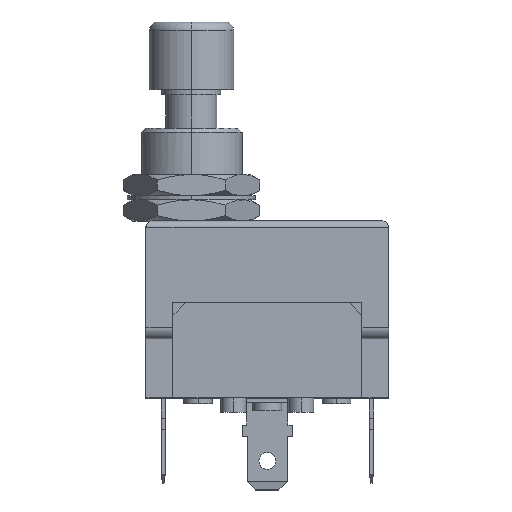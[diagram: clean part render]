
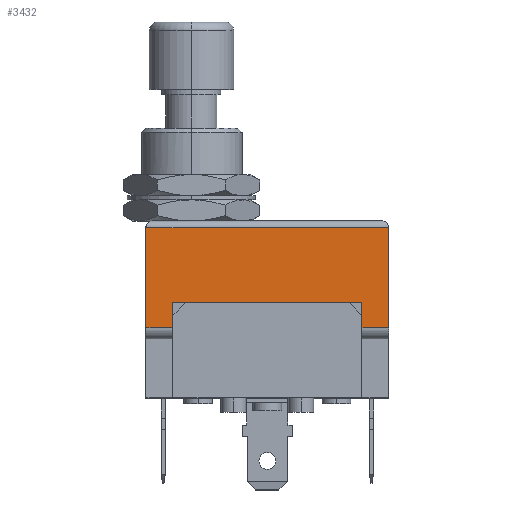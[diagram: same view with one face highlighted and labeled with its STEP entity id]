
A CAD part, top view. The second image highlights one B-rep face of the part: STEP entity #3432.
In plain terms, the highlighted planar face has unit normal (0, 0, 1).
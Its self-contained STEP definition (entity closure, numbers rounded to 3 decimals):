
#7 = VECTOR ( 'NONE', #4742, 1000. ) ;
#25 = VECTOR ( 'NONE', #477, 1000. ) ;
#213 = ORIENTED_EDGE ( 'NONE', *, *, #3873, .T. ) ;
#341 = CARTESIAN_POINT ( 'NONE',  ( 14.4, -11.9, 7.9 ) ) ;
#360 = EDGE_CURVE ( 'NONE', #5116, #2626, #3479, .T. ) ;
#456 = CARTESIAN_POINT ( 'NONE',  ( 0., 0., 7.9 ) ) ;
#477 = DIRECTION ( 'NONE',  ( 1., 0., 0. ) ) ;
#511 = LINE ( 'NONE', #5715, #3616 ) ;
#573 = CARTESIAN_POINT ( 'NONE',  ( -11.23, -11.9, 7.9 ) ) ;
#708 = ORIENTED_EDGE ( 'NONE', *, *, #1539, .F. ) ;
#1076 = ORIENTED_EDGE ( 'NONE', *, *, #6164, .F. ) ;
#1105 = AXIS2_PLACEMENT_3D ( 'NONE', #456, #2305, #4730 ) ;
#1365 = VERTEX_POINT ( 'NONE', #4576 ) ;
#1421 = LINE ( 'NONE', #3471, #5069 ) ;
#1539 = EDGE_CURVE ( 'NONE', #5116, #6240, #1421, .T. ) ;
#1563 = LINE ( 'NONE', #2463, #6300 ) ;
#1695 = DIRECTION ( 'NONE',  ( 0., -1., 0. ) ) ;
#1697 = DIRECTION ( 'NONE',  ( -1., 0., 0. ) ) ;
#1721 = ORIENTED_EDGE ( 'NONE', *, *, #360, .T. ) ;
#1845 = CARTESIAN_POINT ( 'NONE',  ( -11.23, -11.9, 7.9 ) ) ;
#1877 = ORIENTED_EDGE ( 'NONE', *, *, #7680, .T. ) ;
#1927 = DIRECTION ( 'NONE',  ( 0., -1., 0. ) ) ;
#2161 = LINE ( 'NONE', #6015, #25 ) ;
#2305 = DIRECTION ( 'NONE',  ( 0., 0., 1. ) ) ;
#2338 = LINE ( 'NONE', #4545, #6214 ) ;
#2463 = CARTESIAN_POINT ( 'NONE',  ( 11.23, -11.9, 7.9 ) ) ;
#2521 = EDGE_CURVE ( 'NONE', #6204, #7211, #3333, .T. ) ;
#2626 = VERTEX_POINT ( 'NONE', #3843 ) ;
#2966 = CARTESIAN_POINT ( 'NONE',  ( 11.23, -11.9, 7.9 ) ) ;
#3119 = LINE ( 'NONE', #2966, #7 ) ;
#3333 = LINE ( 'NONE', #573, #5546 ) ;
#3432 = ADVANCED_FACE ( 'NONE', ( #6699 ), #4130, .T. ) ;
#3471 = CARTESIAN_POINT ( 'NONE',  ( 14.4, 0.8, 7.9 ) ) ;
#3479 = LINE ( 'NONE', #7120, #7322 ) ;
#3616 = VECTOR ( 'NONE', #5745, 1000. ) ;
#3843 = CARTESIAN_POINT ( 'NONE',  ( -14.4, 0., 7.9 ) ) ;
#3873 = EDGE_CURVE ( 'NONE', #2626, #5260, #2338, .T. ) ;
#3902 = DIRECTION ( 'NONE',  ( 0., -1., 0. ) ) ;
#3910 = CARTESIAN_POINT ( 'NONE',  ( -11.23, -8.9, 7.9 ) ) ;
#4114 = CARTESIAN_POINT ( 'NONE',  ( -14.4, -11.9, 7.9 ) ) ;
#4130 = PLANE ( 'NONE',  #1105 ) ;
#4545 = CARTESIAN_POINT ( 'NONE',  ( -14.4, 0.8, 7.9 ) ) ;
#4576 = CARTESIAN_POINT ( 'NONE',  ( 11.23, -8.9, 7.9 ) ) ;
#4696 = CARTESIAN_POINT ( 'NONE',  ( 11.23, -11.9, 7.9 ) ) ;
#4730 = DIRECTION ( 'NONE',  ( 1., 0., 0. ) ) ;
#4742 = DIRECTION ( 'NONE',  ( 0., -1., 0. ) ) ;
#4963 = DIRECTION ( 'NONE',  ( 1., 0., 0. ) ) ;
#5069 = VECTOR ( 'NONE', #1695, 1000. ) ;
#5116 = VERTEX_POINT ( 'NONE', #5864 ) ;
#5260 = VERTEX_POINT ( 'NONE', #4114 ) ;
#5337 = EDGE_LOOP ( 'NONE', ( #708, #1721, #213, #1076, #5805, #5568, #6143, #1877 ) ) ;
#5546 = VECTOR ( 'NONE', #1927, 1000. ) ;
#5568 = ORIENTED_EDGE ( 'NONE', *, *, #6375, .T. ) ;
#5715 = CARTESIAN_POINT ( 'NONE',  ( -11.23, -11.9, 7.9 ) ) ;
#5745 = DIRECTION ( 'NONE',  ( -1., 0., 0. ) ) ;
#5805 = ORIENTED_EDGE ( 'NONE', *, *, #2521, .F. ) ;
#5864 = CARTESIAN_POINT ( 'NONE',  ( 14.4, 0., 7.9 ) ) ;
#6015 = CARTESIAN_POINT ( 'NONE',  ( 0., -8.9, 7.9 ) ) ;
#6143 = ORIENTED_EDGE ( 'NONE', *, *, #7042, .T. ) ;
#6164 = EDGE_CURVE ( 'NONE', #7211, #5260, #511, .T. ) ;
#6204 = VERTEX_POINT ( 'NONE', #3910 ) ;
#6214 = VECTOR ( 'NONE', #3902, 1000. ) ;
#6240 = VERTEX_POINT ( 'NONE', #341 ) ;
#6300 = VECTOR ( 'NONE', #4963, 1000. ) ;
#6375 = EDGE_CURVE ( 'NONE', #6204, #1365, #2161, .T. ) ;
#6699 = FACE_OUTER_BOUND ( 'NONE', #5337, .T. ) ;
#7042 = EDGE_CURVE ( 'NONE', #1365, #7416, #3119, .T. ) ;
#7120 = CARTESIAN_POINT ( 'NONE',  ( 0., 0., 7.9 ) ) ;
#7211 = VERTEX_POINT ( 'NONE', #1845 ) ;
#7322 = VECTOR ( 'NONE', #1697, 1000. ) ;
#7416 = VERTEX_POINT ( 'NONE', #4696 ) ;
#7680 = EDGE_CURVE ( 'NONE', #7416, #6240, #1563, .T. ) ;
